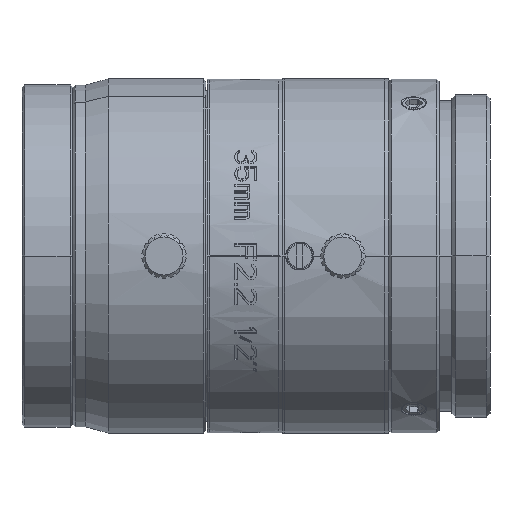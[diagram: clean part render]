
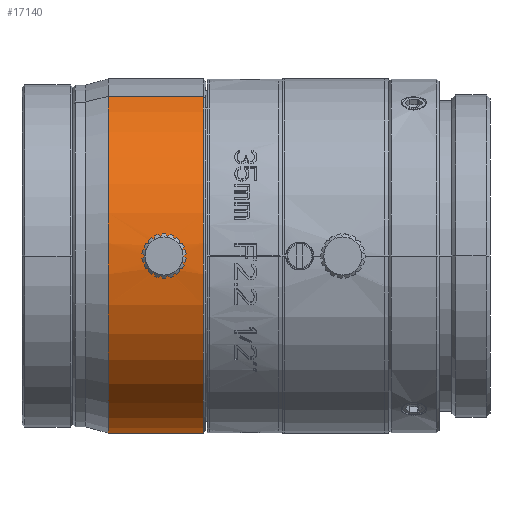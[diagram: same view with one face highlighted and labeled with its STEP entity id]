
A CAD part, front view. The second image highlights one B-rep face of the part: STEP entity #17140.
In plain terms, the highlighted cylindrical face has radius 14 mm (diameter 28 mm), a partial arc.
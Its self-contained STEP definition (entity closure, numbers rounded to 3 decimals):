
#16237 = VERTEX_POINT('',#16238);
#16238 = CARTESIAN_POINT('',(-2.3,-14.,0.));
#16247 = VERTEX_POINT('',#16248);
#16248 = CARTESIAN_POINT('',(-2.3,14.,0.));
#16278 = EDGE_CURVE('',#16279,#16247,#16281,.T.);
#16279 = VERTEX_POINT('',#16280);
#16280 = CARTESIAN_POINT('',(-9.8,14.,0.));
#16281 = LINE('',#16282,#16283);
#16282 = CARTESIAN_POINT('',(-9.8,14.,0.));
#16283 = VECTOR('',#16284,1.);
#16284 = DIRECTION('',(1.,0.,0.));
#16287 = VERTEX_POINT('',#16288);
#16288 = CARTESIAN_POINT('',(-9.8,-14.,0.));
#16295 = EDGE_CURVE('',#16287,#16237,#16296,.T.);
#16296 = LINE('',#16297,#16298);
#16297 = CARTESIAN_POINT('',(-9.8,-14.,0.));
#16298 = VECTOR('',#16299,1.);
#16299 = DIRECTION('',(1.,0.,0.));
#17140 = ADVANCED_FACE('',(#17141,#17168),#17210,.T.);
#17141 = FACE_BOUND('',#17142,.T.);
#17142 = EDGE_LOOP('',(#17143,#17144,#17151,#17152,#17161));
#17143 = ORIENTED_EDGE('',*,*,#16295,.F.);
#17144 = ORIENTED_EDGE('',*,*,#17145,.T.);
#17145 = EDGE_CURVE('',#16287,#16279,#17146,.T.);
#17146 = CIRCLE('',#17147,14.);
#17147 = AXIS2_PLACEMENT_3D('',#17148,#17149,#17150);
#17148 = CARTESIAN_POINT('',(-9.8,0.,0.));
#17149 = DIRECTION('',(1.,0.,0.));
#17150 = DIRECTION('',(0.,-1.,0.));
#17151 = ORIENTED_EDGE('',*,*,#16278,.T.);
#17152 = ORIENTED_EDGE('',*,*,#17153,.T.);
#17153 = EDGE_CURVE('',#16247,#17154,#17156,.T.);
#17154 = VERTEX_POINT('',#17155);
#17155 = CARTESIAN_POINT('',(-2.3,0.,-14.));
#17156 = CIRCLE('',#17157,14.);
#17157 = AXIS2_PLACEMENT_3D('',#17158,#17159,#17160);
#17158 = CARTESIAN_POINT('',(-2.3,0.,0.));
#17159 = DIRECTION('',(-1.,0.,0.));
#17160 = DIRECTION('',(0.,1.,0.));
#17161 = ORIENTED_EDGE('',*,*,#17162,.T.);
#17162 = EDGE_CURVE('',#17154,#16237,#17163,.T.);
#17163 = CIRCLE('',#17164,14.);
#17164 = AXIS2_PLACEMENT_3D('',#17165,#17166,#17167);
#17165 = CARTESIAN_POINT('',(-2.3,0.,0.));
#17166 = DIRECTION('',(-1.,0.,0.));
#17167 = DIRECTION('',(0.,0.,-1.));
#17168 = FACE_BOUND('',#17169,.T.);
#17169 = EDGE_LOOP('',(#17170,#17192));
#17170 = ORIENTED_EDGE('',*,*,#17171,.T.);
#17171 = EDGE_CURVE('',#17172,#17174,#17176,.T.);
#17172 = VERTEX_POINT('',#17173);
#17173 = CARTESIAN_POINT('',(-5.4,-6.974,-12.139));
#17174 = VERTEX_POINT('',#17175);
#17175 = CARTESIAN_POINT('',(-5.4,-5.236,-12.984));
#17176 = B_SPLINE_CURVE_WITH_KNOTS('',3,(#17177,#17178,#17179,#17180,
    #17181,#17182,#17183,#17184,#17185,#17186,#17187,#17188,#17189,
    #17190,#17191),.UNSPECIFIED.,.F.,.F.,(4,1,1,1,1,1,1,1,1,1,1,1,4),(0.
    ,0.083,0.167,0.25,0.333,
    0.417,0.5,0.583,0.667,0.75,0.833
    ,0.917,1.),.UNSPECIFIED.);
#17177 = CARTESIAN_POINT('',(-5.4,-6.974,-12.139));
#17178 = CARTESIAN_POINT('',(-5.311,-6.974,
    -12.139));
#17179 = CARTESIAN_POINT('',(-5.14,-6.955,
    -12.15));
#17180 = CARTESIAN_POINT('',(-4.891,-6.869,
    -12.199));
#17181 = CARTESIAN_POINT('',(-4.68,-6.73,
    -12.277));
#17182 = CARTESIAN_POINT('',(-4.519,-6.549,
    -12.374));
#17183 = CARTESIAN_POINT('',(-4.42,-6.336,
    -12.485));
#17184 = CARTESIAN_POINT('',(-4.389,-6.111,
    -12.597));
#17185 = CARTESIAN_POINT('',(-4.425,-5.887,
    -12.703));
#17186 = CARTESIAN_POINT('',(-4.526,-5.674,
    -12.799));
#17187 = CARTESIAN_POINT('',(-4.685,-5.491,
    -12.879));
#17188 = CARTESIAN_POINT('',(-4.894,-5.347,
    -12.939));
#17189 = CARTESIAN_POINT('',(-5.139,-5.256,
    -12.976));
#17190 = CARTESIAN_POINT('',(-5.311,-5.236,
    -12.984));
#17191 = CARTESIAN_POINT('',(-5.4,-5.236,-12.984));
#17192 = ORIENTED_EDGE('',*,*,#17193,.T.);
#17193 = EDGE_CURVE('',#17174,#17172,#17194,.T.);
#17194 = B_SPLINE_CURVE_WITH_KNOTS('',3,(#17195,#17196,#17197,#17198,
    #17199,#17200,#17201,#17202,#17203,#17204,#17205,#17206,#17207,
    #17208,#17209),.UNSPECIFIED.,.F.,.F.,(4,1,1,1,1,1,1,1,1,1,1,1,4),(0.
    ,0.083,0.167,0.25,0.333,
    0.417,0.5,0.583,0.667,0.75,0.833
    ,0.917,1.),.UNSPECIFIED.);
#17195 = CARTESIAN_POINT('',(-5.4,-5.236,-12.984));
#17196 = CARTESIAN_POINT('',(-5.489,-5.236,
    -12.984));
#17197 = CARTESIAN_POINT('',(-5.66,-5.256,
    -12.976));
#17198 = CARTESIAN_POINT('',(-5.909,-5.348,
    -12.938));
#17199 = CARTESIAN_POINT('',(-6.12,-5.495,
    -12.877));
#17200 = CARTESIAN_POINT('',(-6.281,-5.683,
    -12.795));
#17201 = CARTESIAN_POINT('',(-6.38,-5.902,
    -12.696));
#17202 = CARTESIAN_POINT('',(-6.411,-6.129,
    -12.588));
#17203 = CARTESIAN_POINT('',(-6.375,-6.351,
    -12.477));
#17204 = CARTESIAN_POINT('',(-6.274,-6.558,
    -12.37));
#17205 = CARTESIAN_POINT('',(-6.115,-6.734,
    -12.275));
#17206 = CARTESIAN_POINT('',(-5.906,-6.87,
    -12.199));
#17207 = CARTESIAN_POINT('',(-5.661,-6.955,
    -12.15));
#17208 = CARTESIAN_POINT('',(-5.489,-6.974,
    -12.139));
#17209 = CARTESIAN_POINT('',(-5.4,-6.974,-12.139));
#17210 = CYLINDRICAL_SURFACE('',#17211,14.);
#17211 = AXIS2_PLACEMENT_3D('',#17212,#17213,#17214);
#17212 = CARTESIAN_POINT('',(-13.23,0.,0.));
#17213 = DIRECTION('',(1.,0.,0.));
#17214 = DIRECTION('',(0.,-1.,0.));
